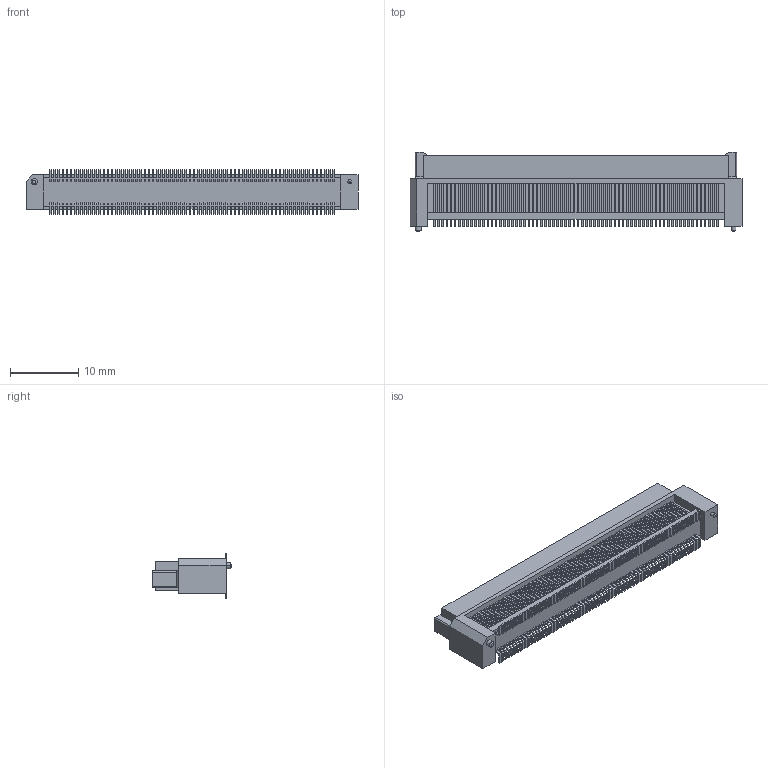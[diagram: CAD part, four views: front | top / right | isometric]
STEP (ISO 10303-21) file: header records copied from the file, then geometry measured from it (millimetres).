
FILE_DESCRIPTION(('OneSpaceDesigner STEP Export'),'2;1');
FILE_NAME('FX8C-140P-SV6.stp','2007-03-20T18:19:53',(''),(''),'OneSpace Designer STEP processor (Jan. 2003) for AP214(CD)(Solid Model)','OneSpace Designer 12.00 10-Sep-2003 (C) CoCreate Software GmbH','');
FILE_SCHEMA(('AUTOMOTIVE_DESIGN_CC2 {1 2 10303 214 -1 1 5 1}'));
Products named in the file (2): FX8C-140P-SV6
Assembly tree (1 placements, depth 2):
  FX8C-140P-SV6
    FX8C-140P-SV6
Bounding box: 48.6 x 11.6 x 6.5 mm (x, y, z)
Volume: 1224.1 mm3; surface area: 2857.2 mm2
Topology: 1 solids, 1 shells, 2026 faces, 5629 edges, 3744 vertices
Faces by surface type: plane 1870, cylinder 144, bspline 4, extrusion 4, cone 4
Entity records: 74872 total; most frequent: ORIENTED_EDGE 11250, CARTESIAN_POINT 10331, DIRECTION 8249, EDGE_CURVE 5625, VECTOR 4765, LINE 4761, VERTEX_POINT 3744, EDGE_LOOP 2449
